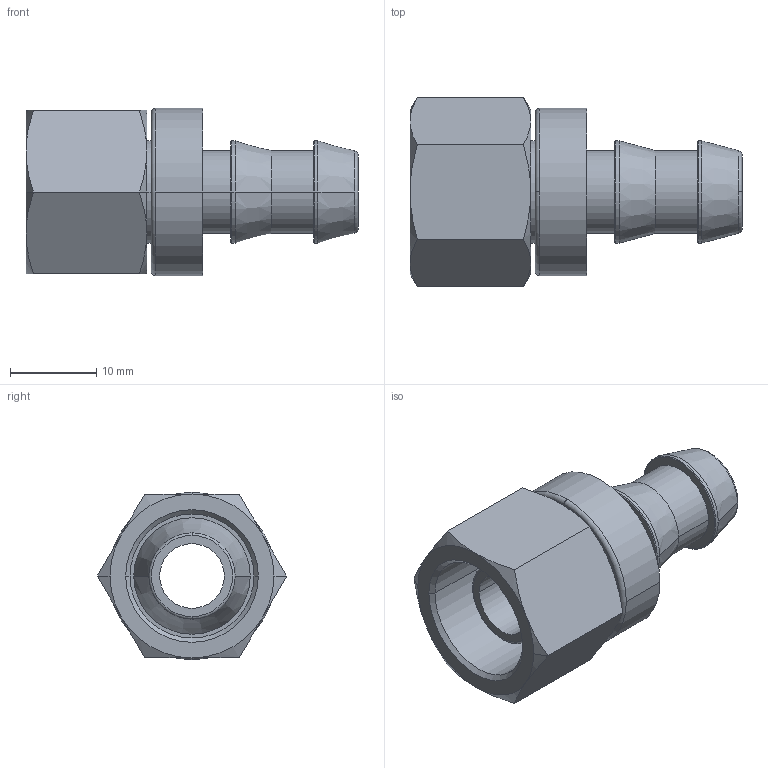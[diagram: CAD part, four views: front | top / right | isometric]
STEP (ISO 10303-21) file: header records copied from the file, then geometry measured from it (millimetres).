
FILE_DESCRIPTION(('STEP AP214'),'1');
FILE_NAME('0132_10_60.stp','2016-07-07T14:22:33',('TraceParts'),('TraceParts S.A.'),'Spatial InterOp 3D',' ',' ');
FILE_SCHEMA(('automotive_design'));
Length unit declared in the file: millimetre
Products named in the file (1): 0132-10-60_asm|37696-11:1#37696-11;37696-11
Bounding box: 38.5 x 21.94 x 19.4 mm (x, y, z)
Volume: 4287.4 mm3; surface area: 5079.9 mm2
Topology: 1 solids, 1 shells, 120 faces, 282 edges, 180 vertices
Faces by surface type: plane 41, cylinder 37, cone 26, torus 16
Entity records: 4448 total; most frequent: DIRECTION 650, CARTESIAN_POINT 631, ORIENTED_EDGE 564, EDGE_CURVE 282, AXIS2_PLACEMENT_3D 271, VERTEX_POINT 180, CIRCLE 150, EDGE_LOOP 138
